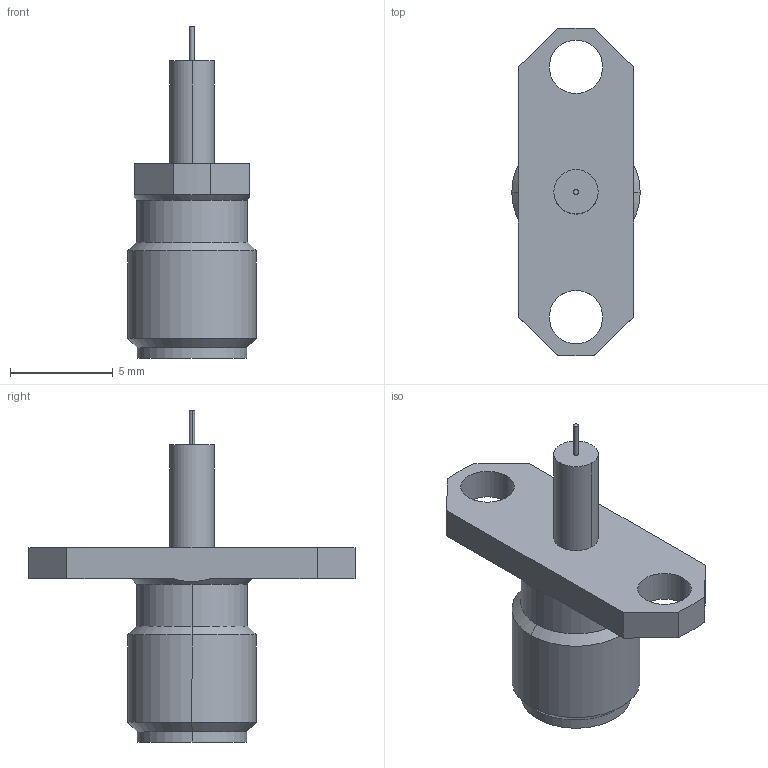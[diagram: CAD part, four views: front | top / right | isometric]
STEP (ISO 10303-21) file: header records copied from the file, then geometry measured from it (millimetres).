
FILE_DESCRIPTION (( 'STEP AP203' ), '1' );
FILE_NAME ('R125.462.041A.STEP', '2017-09-27T06:57:02', ( '' ), ( '' ), 'SwSTEP 2.0', 'SolidWorks 2017', '' );
FILE_SCHEMA (( 'CONFIG_CONTROL_DESIGN' ));
Length unit declared in the file: millimetre
Products named in the file (1): R125.462.041A
Bounding box: 6.26 x 15.99 x 16.19 mm (x, y, z)
Volume: 315.7 mm3; surface area: 443.6 mm2
Topology: 1 solids, 1 shells, 39 faces, 90 edges, 56 vertices
Faces by surface type: cylinder 18, plane 13, cone 8
Entity records: 1201 total; most frequent: DIRECTION 206, CARTESIAN_POINT 202, ORIENTED_EDGE 180, EDGE_CURVE 90, AXIS2_PLACEMENT_3D 80, VERTEX_POINT 56, VECTOR 46, EDGE_LOOP 46
